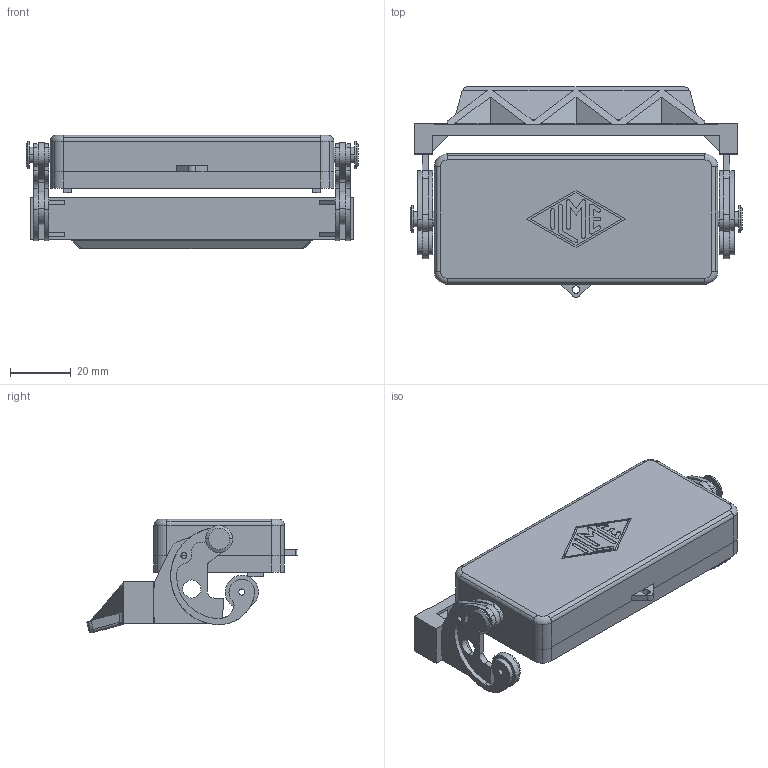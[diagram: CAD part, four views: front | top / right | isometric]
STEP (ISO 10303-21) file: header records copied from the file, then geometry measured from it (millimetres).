
FILE_DESCRIPTION((''),'2;1');
FILE_NAME('CHC 16 LG.stp','2006-12-13T10:28:06',('gembarski'),(''),'Autodesk Inventor 7','Autodesk Inventor 7','');
FILE_SCHEMA(('AUTOMOTIVE_DESIGN { 1 0 10303 214 1 1 1 1 }'));
Length unit declared in the file: millimetre
Products named in the file (1): CHC 16 LG
Bounding box: 109.5 x 69.44 x 37.43 mm (x, y, z)
Volume: 45005.2 mm3; surface area: 28460.7 mm2
Topology: 1 solids, 1 shells, 374 faces, 1001 edges, 650 vertices
Faces by surface type: plane 151, cylinder 123, bspline 93, torus 5, cone 2
Entity records: 12564 total; most frequent: CARTESIAN_POINT 3122, ORIENTED_EDGE 2002, DIRECTION 1949, EDGE_CURVE 1001, AXIS2_PLACEMENT_3D 668, VERTEX_POINT 650, VECTOR 613, LINE 613
